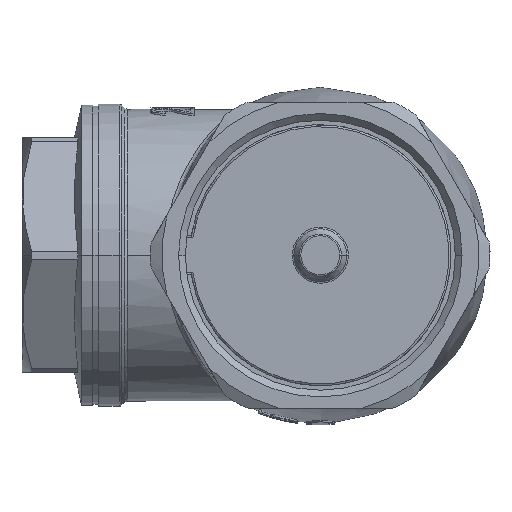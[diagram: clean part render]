
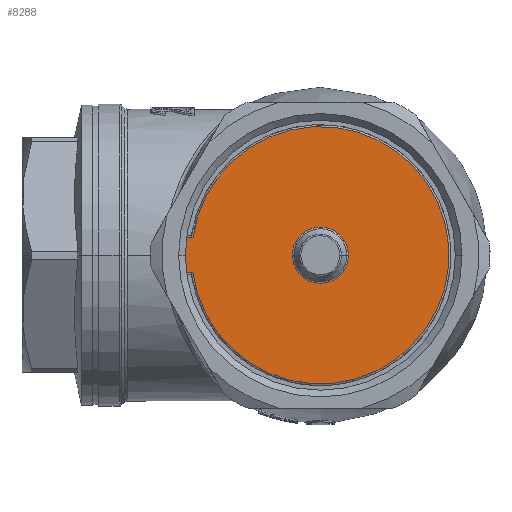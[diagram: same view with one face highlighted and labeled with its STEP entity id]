
A CAD part, left-side view. The second image highlights one B-rep face of the part: STEP entity #8288.
In plain terms, the highlighted face is planar.
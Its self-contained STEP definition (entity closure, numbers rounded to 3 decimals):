
#246=PLANE('',#9049);
#569=CIRCLE('',#9029,34.5);
#580=CIRCLE('',#9046,7.522);
#581=CIRCLE('',#9048,7.522);
#1080=LINE('',#25389,#1383);
#1090=LINE('',#25434,#1393);
#1096=LINE('',#25461,#1399);
#1383=VECTOR('',#10582,1000.);
#1393=VECTOR('',#10624,1000.);
#1399=VECTOR('',#10640,1000.);
#3776=ORIENTED_EDGE('',*,*,#5145,.F.);
#3777=ORIENTED_EDGE('',*,*,#5146,.F.);
#3778=ORIENTED_EDGE('',*,*,#5130,.T.);
#3779=ORIENTED_EDGE('',*,*,#5100,.F.);
#3780=ORIENTED_EDGE('',*,*,#5121,.T.);
#3781=ORIENTED_EDGE('',*,*,#5132,.F.);
#5100=EDGE_CURVE('',#5962,#5963,#1080,.T.);
#5121=EDGE_CURVE('',#5962,#5976,#1090,.T.);
#5130=EDGE_CURVE('',#5981,#5963,#1096,.T.);
#5132=EDGE_CURVE('',#5981,#5976,#569,.T.);
#5145=EDGE_CURVE('',#5989,#5988,#580,.T.);
#5146=EDGE_CURVE('',#5988,#5989,#581,.T.);
#5962=VERTEX_POINT('',#25390);
#5963=VERTEX_POINT('',#25391);
#5976=VERTEX_POINT('',#25433);
#5981=VERTEX_POINT('',#25462);
#5988=VERTEX_POINT('',#25492);
#5989=VERTEX_POINT('',#25494);
#7146=EDGE_LOOP('',(#3776,#3777));
#7147=EDGE_LOOP('',(#3778,#3779,#3780,#3781));
#7684=FACE_BOUND('',#7146,.T.);
#7685=FACE_BOUND('',#7147,.T.);
#8288=ADVANCED_FACE('',(#7684,#7685),#246,.T.);
#9029=AXIS2_PLACEMENT_3D('',#25468,#10643,#10644);
#9046=AXIS2_PLACEMENT_3D('',#25495,#10679,#10680);
#9048=AXIS2_PLACEMENT_3D('',#25497,#10683,#10684);
#9049=AXIS2_PLACEMENT_3D('',#25498,#10685,#10686);
#10582=DIRECTION('',(-1.,0.,0.));
#10624=DIRECTION('',(0.,-1.,0.));
#10640=DIRECTION('',(0.,1.,0.));
#10643=DIRECTION('',(0.,0.,1.));
#10644=DIRECTION('',(-0.138,0.99,0.));
#10679=DIRECTION('',(0.,0.,-1.));
#10680=DIRECTION('',(0.,1.,0.));
#10683=DIRECTION('',(0.,0.,-1.));
#10684=DIRECTION('',(0.,-1.,0.));
#10685=DIRECTION('',(0.,0.,-1.));
#10686=DIRECTION('',(0.,-1.,0.));
#25389=CARTESIAN_POINT('',(4.75,39.474,-5.3));
#25390=CARTESIAN_POINT('',(4.75,39.474,-5.3));
#25391=CARTESIAN_POINT('',(-4.75,39.474,-5.3));
#25433=CARTESIAN_POINT('',(4.75,34.171,-5.3));
#25434=CARTESIAN_POINT('',(4.75,39.474,-5.3));
#25461=CARTESIAN_POINT('',(-4.75,34.171,-5.3));
#25462=CARTESIAN_POINT('',(-4.75,34.171,-5.3));
#25468=CARTESIAN_POINT('',(0.,0.,-5.3));
#25492=CARTESIAN_POINT('',(0.,-7.522,-5.3));
#25494=CARTESIAN_POINT('',(0.,7.522,-5.3));
#25495=CARTESIAN_POINT('',(0.,0.,-5.3));
#25497=CARTESIAN_POINT('',(0.,0.,-5.3));
#25498=CARTESIAN_POINT('',(0.,0.,-5.3));
